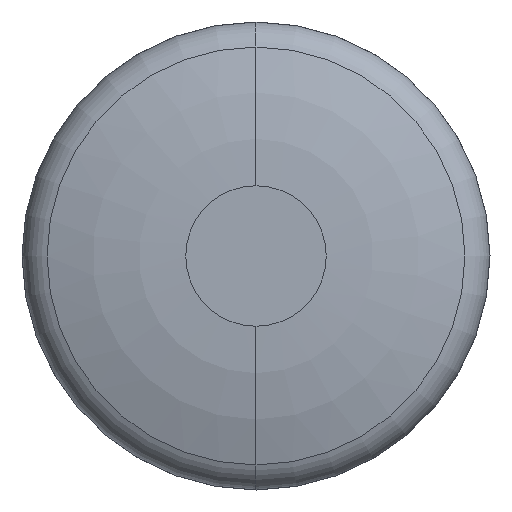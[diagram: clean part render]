
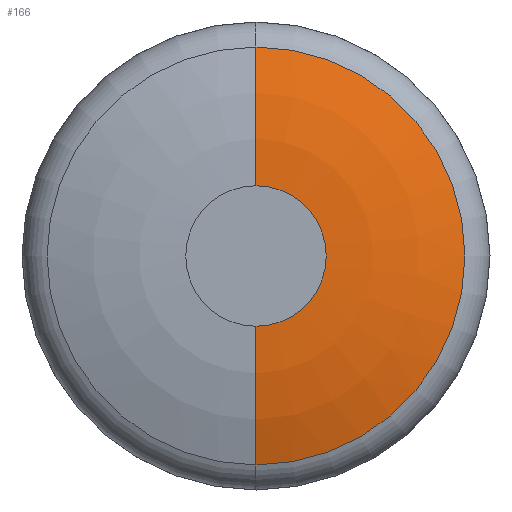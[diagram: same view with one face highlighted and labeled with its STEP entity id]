
A CAD part, front view. The second image highlights one B-rep face of the part: STEP entity #166.
In plain terms, the highlighted toroidal (fillet/blend) face has major radius 1.905 mm and minor radius 11.43 mm.
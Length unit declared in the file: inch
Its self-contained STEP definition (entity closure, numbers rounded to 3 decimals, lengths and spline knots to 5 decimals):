
#9 = VERTEX_POINT ( 'NONE', #40 ) ;
#15 = CARTESIAN_POINT ( 'NONE',  ( 0., 0.45, -0.075 ) ) ;
#18 = CARTESIAN_POINT ( 'NONE',  ( 0., 0.45, 0. ) ) ;
#21 = CARTESIAN_POINT ( 'NONE',  ( 0., 0., -0.075 ) ) ;
#28 = CARTESIAN_POINT ( 'NONE',  ( 0., 0., 0.075 ) ) ;
#39 = DIRECTION ( 'NONE',  ( 0., 0., -1. ) ) ;
#40 = CARTESIAN_POINT ( 'NONE',  ( 0., 0.02509, 0.22317 ) ) ;
#42 = AXIS2_PLACEMENT_3D ( 'NONE', #497, #312, #39 ) ;
#52 = DIRECTION ( 'NONE',  ( 0., 0., -1. ) ) ;
#74 = TOROIDAL_SURFACE ( 'NONE', #371, 0.075, 0.45 ) ;
#83 = VERTEX_POINT ( 'NONE', #252 ) ;
#103 = DIRECTION ( 'NONE',  ( 0., -1., 0. ) ) ;
#109 = AXIS2_PLACEMENT_3D ( 'NONE', #15, #337, #551 ) ;
#111 = AXIS2_PLACEMENT_3D ( 'NONE', #480, #130, #123 ) ;
#114 = FACE_OUTER_BOUND ( 'NONE', #407, .T. ) ;
#118 = DIRECTION ( 'NONE',  ( 0., -1., 0. ) ) ;
#123 = DIRECTION ( 'NONE',  ( 0., 0., -1. ) ) ;
#130 = DIRECTION ( 'NONE',  ( 0., -1., 0. ) ) ;
#137 = VERTEX_POINT ( 'NONE', #21 ) ;
#156 = EDGE_CURVE ( 'NONE', #83, #137, #353, .T. ) ;
#166 = ADVANCED_FACE ( 'NONE', ( #114 ), #74, .T. ) ;
#172 = CIRCLE ( 'NONE', #42, 0.45 ) ;
#182 = VERTEX_POINT ( 'NONE', #28 ) ;
#184 = CIRCLE ( 'NONE', #111, 0.22317 ) ;
#186 = ORIENTED_EDGE ( 'NONE', *, *, #562, .F. ) ;
#252 = CARTESIAN_POINT ( 'NONE',  ( 0., 0.02509, -0.22317 ) ) ;
#278 = AXIS2_PLACEMENT_3D ( 'NONE', #510, #103, #52 ) ;
#312 = DIRECTION ( 'NONE',  ( 1., 0., 0. ) ) ;
#316 = EDGE_CURVE ( 'NONE', #9, #182, #172, .T. ) ;
#324 = ORIENTED_EDGE ( 'NONE', *, *, #156, .F. ) ;
#337 = DIRECTION ( 'NONE',  ( -1., 0., 0. ) ) ;
#353 = CIRCLE ( 'NONE', #109, 0.45 ) ;
#371 = AXIS2_PLACEMENT_3D ( 'NONE', #18, #118, #479 ) ;
#407 = EDGE_LOOP ( 'NONE', ( #482, #581, #186, #324 ) ) ;
#477 = EDGE_CURVE ( 'NONE', #83, #9, #184, .T. ) ;
#479 = DIRECTION ( 'NONE',  ( 0., 0., -1. ) ) ;
#480 = CARTESIAN_POINT ( 'NONE',  ( 0., 0.02509, 0. ) ) ;
#482 = ORIENTED_EDGE ( 'NONE', *, *, #477, .T. ) ;
#497 = CARTESIAN_POINT ( 'NONE',  ( 0., 0.45, 0.075 ) ) ;
#510 = CARTESIAN_POINT ( 'NONE',  ( 0., 0., 0. ) ) ;
#522 = CIRCLE ( 'NONE', #278, 0.075 ) ;
#551 = DIRECTION ( 'NONE',  ( 0., 0., 1. ) ) ;
#562 = EDGE_CURVE ( 'NONE', #137, #182, #522, .T. ) ;
#581 = ORIENTED_EDGE ( 'NONE', *, *, #316, .T. ) ;
